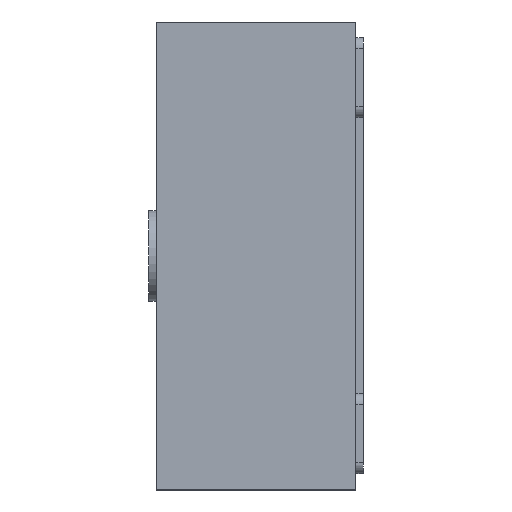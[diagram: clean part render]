
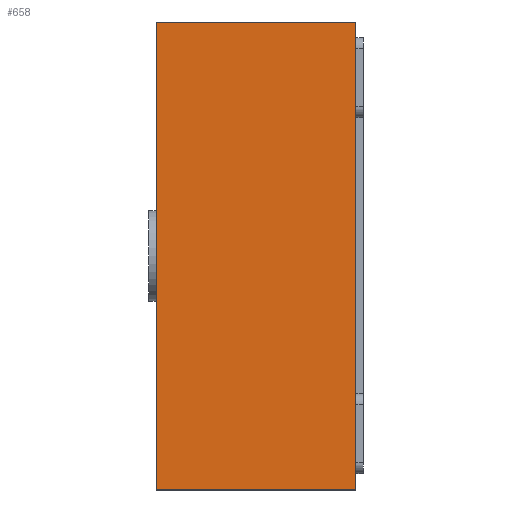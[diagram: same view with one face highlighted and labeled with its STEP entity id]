
A CAD part, left-side view. The second image highlights one B-rep face of the part: STEP entity #658.
In plain terms, the highlighted planar face has unit normal (-1, 0, 0).
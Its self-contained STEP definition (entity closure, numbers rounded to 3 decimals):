
#174 = VECTOR ( 'NONE', #473, 1000. ) ;
#276 = LINE ( 'NONE', #1371, #174 ) ;
#284 = ORIENTED_EDGE ( 'NONE', *, *, #1958, .T. ) ;
#462 = AXIS2_PLACEMENT_3D ( 'NONE', #769, #2014, #955 ) ;
#473 = DIRECTION ( 'NONE',  ( 0., 0., 1. ) ) ;
#628 = DIRECTION ( 'NONE',  ( 0., -1., 0. ) ) ;
#658 = ADVANCED_FACE ( 'NONE', ( #1103 ), #968, .F. ) ;
#674 = CARTESIAN_POINT ( 'NONE',  ( -1.019, 0.275, -0.644 ) ) ;
#701 = CARTESIAN_POINT ( 'NONE',  ( -1.019, 0.275, 0.644 ) ) ;
#748 = ORIENTED_EDGE ( 'NONE', *, *, #2218, .F. ) ;
#769 = CARTESIAN_POINT ( 'NONE',  ( -1.019, 0.275, 0.644 ) ) ;
#808 = EDGE_LOOP ( 'NONE', ( #284, #1425, #748, #2008 ) ) ;
#895 = VERTEX_POINT ( 'NONE', #701 ) ;
#908 = CARTESIAN_POINT ( 'NONE',  ( -1.019, 0.275, -0.644 ) ) ;
#955 = DIRECTION ( 'NONE',  ( 0., 0., -1. ) ) ;
#968 = PLANE ( 'NONE',  #462 ) ;
#1024 = CARTESIAN_POINT ( 'NONE',  ( -1.019, -0.275, -0.644 ) ) ;
#1052 = VECTOR ( 'NONE', #628, 1000. ) ;
#1103 = FACE_OUTER_BOUND ( 'NONE', #808, .T. ) ;
#1185 = LINE ( 'NONE', #2231, #1052 ) ;
#1206 = DIRECTION ( 'NONE',  ( 0., -1., 0. ) ) ;
#1371 = CARTESIAN_POINT ( 'NONE',  ( -1.019, -0.275, 0.644 ) ) ;
#1425 = ORIENTED_EDGE ( 'NONE', *, *, #1539, .F. ) ;
#1484 = VERTEX_POINT ( 'NONE', #908 ) ;
#1516 = VERTEX_POINT ( 'NONE', #2180 ) ;
#1539 = EDGE_CURVE ( 'NONE', #895, #1516, #1185, .T. ) ;
#1683 = EDGE_CURVE ( 'NONE', #1484, #1899, #2092, .T. ) ;
#1883 = CARTESIAN_POINT ( 'NONE',  ( -1.019, 0.275, 0.644 ) ) ;
#1899 = VERTEX_POINT ( 'NONE', #1024 ) ;
#1958 = EDGE_CURVE ( 'NONE', #1899, #1516, #276, .T. ) ;
#2008 = ORIENTED_EDGE ( 'NONE', *, *, #1683, .T. ) ;
#2014 = DIRECTION ( 'NONE',  ( 1., 0., 0. ) ) ;
#2043 = DIRECTION ( 'NONE',  ( 0., 0., 1. ) ) ;
#2070 = LINE ( 'NONE', #1883, #2280 ) ;
#2092 = LINE ( 'NONE', #674, #2279 ) ;
#2180 = CARTESIAN_POINT ( 'NONE',  ( -1.019, -0.275, 0.644 ) ) ;
#2218 = EDGE_CURVE ( 'NONE', #1484, #895, #2070, .T. ) ;
#2231 = CARTESIAN_POINT ( 'NONE',  ( -1.019, 0.275, 0.644 ) ) ;
#2279 = VECTOR ( 'NONE', #1206, 1000. ) ;
#2280 = VECTOR ( 'NONE', #2043, 1000. ) ;
